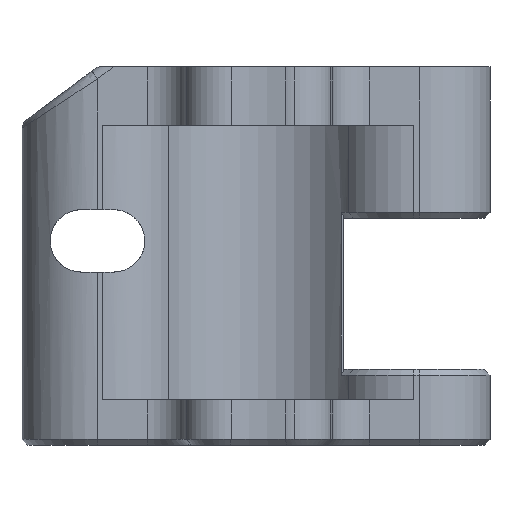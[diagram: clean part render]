
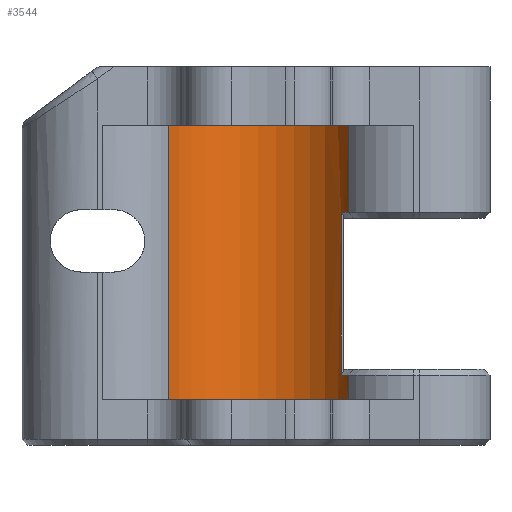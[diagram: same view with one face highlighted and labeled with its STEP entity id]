
A CAD part, left-side view. The second image highlights one B-rep face of the part: STEP entity #3544.
In plain terms, the highlighted cylindrical face has radius 5.5 mm (diameter 11 mm), a partial arc.
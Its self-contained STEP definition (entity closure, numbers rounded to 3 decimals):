
#86 = CARTESIAN_POINT ( 'NONE',  ( 2.75, -4.763, -6.3 ) ) ;
#151 = VECTOR ( 'NONE', #631, 1000. ) ;
#233 = AXIS2_PLACEMENT_3D ( 'NONE', #1177, #3793, #1570 ) ;
#264 = CARTESIAN_POINT ( 'NONE',  ( 3.335, -4.373, 6.9 ) ) ;
#273 = LINE ( 'NONE', #4627, #2269 ) ;
#322 = CARTESIAN_POINT ( 'NONE',  ( 0., 0., -6.3 ) ) ;
#362 = CIRCLE ( 'NONE', #948, 5.5 ) ;
#464 = CARTESIAN_POINT ( 'NONE',  ( 2.75, -4.763, 2.3 ) ) ;
#480 = VERTEX_POINT ( 'NONE', #2030 ) ;
#631 = DIRECTION ( 'NONE',  ( 0., 0., 1. ) ) ;
#670 = VECTOR ( 'NONE', #1298, 1000. ) ;
#701 = DIRECTION ( 'NONE',  ( 1., 0., 0. ) ) ;
#739 = CARTESIAN_POINT ( 'NONE',  ( 2.75, -4.763, 6.9 ) ) ;
#948 = AXIS2_PLACEMENT_3D ( 'NONE', #3181, #3328, #3477 ) ;
#1177 = CARTESIAN_POINT ( 'NONE',  ( 0., 0., -7.6 ) ) ;
#1228 = DIRECTION ( 'NONE',  ( 0., 0., 1. ) ) ;
#1298 = DIRECTION ( 'NONE',  ( 0., 0., 1. ) ) ;
#1430 = CIRCLE ( 'NONE', #233, 5.5 ) ;
#1544 = CYLINDRICAL_SURFACE ( 'NONE', #4537, 5.5 ) ;
#1570 = DIRECTION ( 'NONE',  ( 1., 0., 0. ) ) ;
#1617 = ORIENTED_EDGE ( 'NONE', *, *, #3583, .F. ) ;
#1624 = CARTESIAN_POINT ( 'NONE',  ( 2.75, -4.763, 6.9 ) ) ;
#1679 = LINE ( 'NONE', #1624, #670 ) ;
#1681 = CIRCLE ( 'NONE', #4564, 5.5 ) ;
#1729 = ORIENTED_EDGE ( 'NONE', *, *, #2177, .T. ) ;
#1820 = VERTEX_POINT ( 'NONE', #3109 ) ;
#1834 = VERTEX_POINT ( 'NONE', #464 ) ;
#1844 = ORIENTED_EDGE ( 'NONE', *, *, #2403, .T. ) ;
#1871 = CARTESIAN_POINT ( 'NONE',  ( 0., 0., 6.9 ) ) ;
#1944 = CARTESIAN_POINT ( 'NONE',  ( 3.335, -4.373, -6.3 ) ) ;
#2030 = CARTESIAN_POINT ( 'NONE',  ( 2.75, 4.763, 6.9 ) ) ;
#2092 = EDGE_LOOP ( 'NONE', ( #1729, #2958, #2896, #3861, #1844, #4582, #3794, #1617 ) ) ;
#2150 = VERTEX_POINT ( 'NONE', #4636 ) ;
#2177 = EDGE_CURVE ( 'NONE', #1820, #4648, #1679, .T. ) ;
#2248 = DIRECTION ( 'NONE',  ( 1., 0., 0. ) ) ;
#2269 = VECTOR ( 'NONE', #2433, 1000. ) ;
#2273 = DIRECTION ( 'NONE',  ( -1., 0., 0. ) ) ;
#2403 = EDGE_CURVE ( 'NONE', #1834, #3976, #4657, .T. ) ;
#2433 = DIRECTION ( 'NONE',  ( 0., 0., -1. ) ) ;
#2501 = EDGE_CURVE ( 'NONE', #2150, #1834, #362, .T. ) ;
#2652 = CARTESIAN_POINT ( 'NONE',  ( 0., 0., 6.9 ) ) ;
#2715 = CARTESIAN_POINT ( 'NONE',  ( 2.75, 4.763, -7.6 ) ) ;
#2854 = EDGE_CURVE ( 'NONE', #3607, #2150, #3152, .T. ) ;
#2896 = ORIENTED_EDGE ( 'NONE', *, *, #2854, .T. ) ;
#2943 = EDGE_CURVE ( 'NONE', #4648, #3607, #3770, .T. ) ;
#2956 = DIRECTION ( 'NONE',  ( 0., 0., 1. ) ) ;
#2958 = ORIENTED_EDGE ( 'NONE', *, *, #2943, .T. ) ;
#3003 = EDGE_CURVE ( 'NONE', #3976, #480, #1681, .T. ) ;
#3109 = CARTESIAN_POINT ( 'NONE',  ( 2.75, -4.763, -7.6 ) ) ;
#3131 = AXIS2_PLACEMENT_3D ( 'NONE', #322, #2956, #701 ) ;
#3152 = LINE ( 'NONE', #264, #151 ) ;
#3181 = CARTESIAN_POINT ( 'NONE',  ( 0., 0., 2.3 ) ) ;
#3328 = DIRECTION ( 'NONE',  ( 0., 0., -1. ) ) ;
#3477 = DIRECTION ( 'NONE',  ( 1., 0., 0. ) ) ;
#3496 = CARTESIAN_POINT ( 'NONE',  ( 2.75, -4.763, 6.9 ) ) ;
#3544 = ADVANCED_FACE ( 'NONE', ( #4475 ), #1544, .F. ) ;
#3583 = EDGE_CURVE ( 'NONE', #1820, #4639, #1430, .T. ) ;
#3607 = VERTEX_POINT ( 'NONE', #1944 ) ;
#3749 = DIRECTION ( 'NONE',  ( 0., 0., -1. ) ) ;
#3770 = CIRCLE ( 'NONE', #3131, 5.5 ) ;
#3793 = DIRECTION ( 'NONE',  ( 0., 0., 1. ) ) ;
#3794 = ORIENTED_EDGE ( 'NONE', *, *, #4292, .T. ) ;
#3861 = ORIENTED_EDGE ( 'NONE', *, *, #2501, .T. ) ;
#3976 = VERTEX_POINT ( 'NONE', #739 ) ;
#4292 = EDGE_CURVE ( 'NONE', #480, #4639, #273, .T. ) ;
#4429 = DIRECTION ( 'NONE',  ( 0., 0., 1. ) ) ;
#4475 = FACE_OUTER_BOUND ( 'NONE', #2092, .T. ) ;
#4532 = VECTOR ( 'NONE', #1228, 1000. ) ;
#4537 = AXIS2_PLACEMENT_3D ( 'NONE', #2652, #3749, #2273 ) ;
#4564 = AXIS2_PLACEMENT_3D ( 'NONE', #1871, #4429, #2248 ) ;
#4582 = ORIENTED_EDGE ( 'NONE', *, *, #3003, .T. ) ;
#4627 = CARTESIAN_POINT ( 'NONE',  ( 2.75, 4.763, 6.9 ) ) ;
#4636 = CARTESIAN_POINT ( 'NONE',  ( 3.335, -4.373, 2.3 ) ) ;
#4639 = VERTEX_POINT ( 'NONE', #2715 ) ;
#4648 = VERTEX_POINT ( 'NONE', #86 ) ;
#4657 = LINE ( 'NONE', #3496, #4532 ) ;
